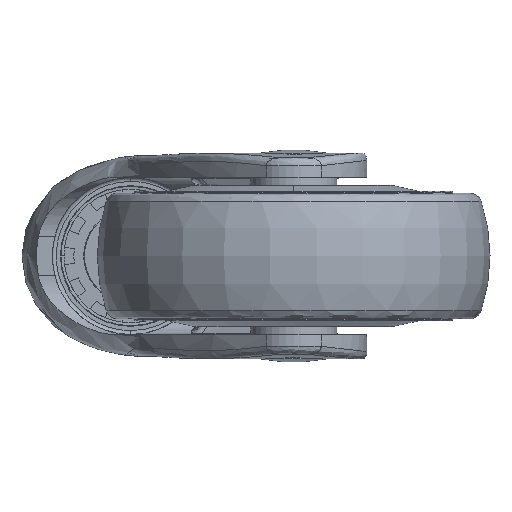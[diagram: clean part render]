
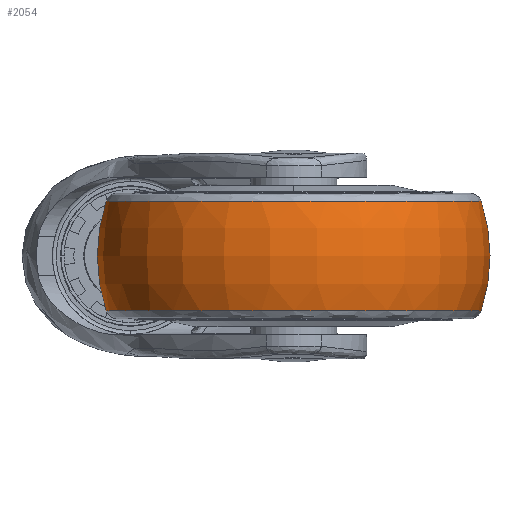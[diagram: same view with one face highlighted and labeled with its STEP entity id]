
A CAD part, front view. The second image highlights one B-rep face of the part: STEP entity #2054.
In plain terms, the highlighted toroidal (fillet/blend) face has major radius 5.5 mm and minor radius 44.5 mm.
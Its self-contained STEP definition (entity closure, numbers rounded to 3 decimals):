
#320 = VERTEX_POINT ( 'NONE', #10082 ) ;
#803 = FACE_OUTER_BOUND ( 'NONE', #6073, .T. ) ;
#1584 = ORIENTED_EDGE ( 'NONE', *, *, #27128, .F. ) ;
#2054 = ADVANCED_FACE ( 'NONE', ( #803 ), #11106, .T. ) ;
#3380 = CIRCLE ( 'NONE', #5641, 47.76 ) ;
#3463 = AXIS2_PLACEMENT_3D ( 'NONE', #15542, #24213, #13415 ) ;
#4235 = VERTEX_POINT ( 'NONE', #7981 ) ;
#4321 = DIRECTION ( 'NONE',  ( 0., 0., -1. ) ) ;
#5101 = EDGE_CURVE ( 'NONE', #4235, #17435, #3380, .T. ) ;
#5641 = AXIS2_PLACEMENT_3D ( 'NONE', #9657, #14068, #11947 ) ;
#6073 = EDGE_LOOP ( 'NONE', ( #1584, #22284, #22607, #21920 ) ) ;
#6115 = EDGE_CURVE ( 'NONE', #4235, #24092, #21114, .T. ) ;
#6438 = DIRECTION ( 'NONE',  ( -1., 0., 0. ) ) ;
#7717 = CIRCLE ( 'NONE', #16342, 47.76 ) ;
#7756 = CARTESIAN_POINT ( 'NONE',  ( -6.26, -77.5, -13.94 ) ) ;
#7981 = CARTESIAN_POINT ( 'NONE',  ( -6.26, -77.5, 13.94 ) ) ;
#8286 = CARTESIAN_POINT ( 'NONE',  ( 41.5, -77.5, 0. ) ) ;
#8426 = CARTESIAN_POINT ( 'NONE',  ( 41.5, -77.5, -13.94 ) ) ;
#9657 = CARTESIAN_POINT ( 'NONE',  ( 41.5, -77.5, 13.94 ) ) ;
#10082 = CARTESIAN_POINT ( 'NONE',  ( 89.26, -77.5, -13.94 ) ) ;
#10130 = DIRECTION ( 'NONE',  ( 0., 0., -1. ) ) ;
#11106 = TOROIDAL_SURFACE ( 'NONE', #18356, 5.5, 44.5 ) ;
#11931 = EDGE_CURVE ( 'NONE', #320, #24092, #7717, .T. ) ;
#11947 = DIRECTION ( 'NONE',  ( 1., 0., 0. ) ) ;
#12994 = DIRECTION ( 'NONE',  ( 0., 0., 1. ) ) ;
#13415 = DIRECTION ( 'NONE',  ( 0., 0., -1. ) ) ;
#14068 = DIRECTION ( 'NONE',  ( 0., 0., 1. ) ) ;
#15542 = CARTESIAN_POINT ( 'NONE',  ( 36., -77.5, 0. ) ) ;
#16342 = AXIS2_PLACEMENT_3D ( 'NONE', #8426, #10130, #27877 ) ;
#17418 = AXIS2_PLACEMENT_3D ( 'NONE', #28043, #23780, #12994 ) ;
#17435 = VERTEX_POINT ( 'NONE', #20973 ) ;
#18356 = AXIS2_PLACEMENT_3D ( 'NONE', #8286, #4321, #6438 ) ;
#20973 = CARTESIAN_POINT ( 'NONE',  ( 89.26, -77.5, 13.94 ) ) ;
#21114 = CIRCLE ( 'NONE', #3463, 44.5 ) ;
#21920 = ORIENTED_EDGE ( 'NONE', *, *, #11931, .F. ) ;
#22284 = ORIENTED_EDGE ( 'NONE', *, *, #5101, .F. ) ;
#22607 = ORIENTED_EDGE ( 'NONE', *, *, #6115, .T. ) ;
#23780 = DIRECTION ( 'NONE',  ( 0., 1., 0. ) ) ;
#24092 = VERTEX_POINT ( 'NONE', #7756 ) ;
#24213 = DIRECTION ( 'NONE',  ( 0., -1., 0. ) ) ;
#27128 = EDGE_CURVE ( 'NONE', #17435, #320, #27407, .T. ) ;
#27407 = CIRCLE ( 'NONE', #17418, 44.5 ) ;
#27877 = DIRECTION ( 'NONE',  ( 1., 0., 0. ) ) ;
#28043 = CARTESIAN_POINT ( 'NONE',  ( 47., -77.5, 0. ) ) ;
